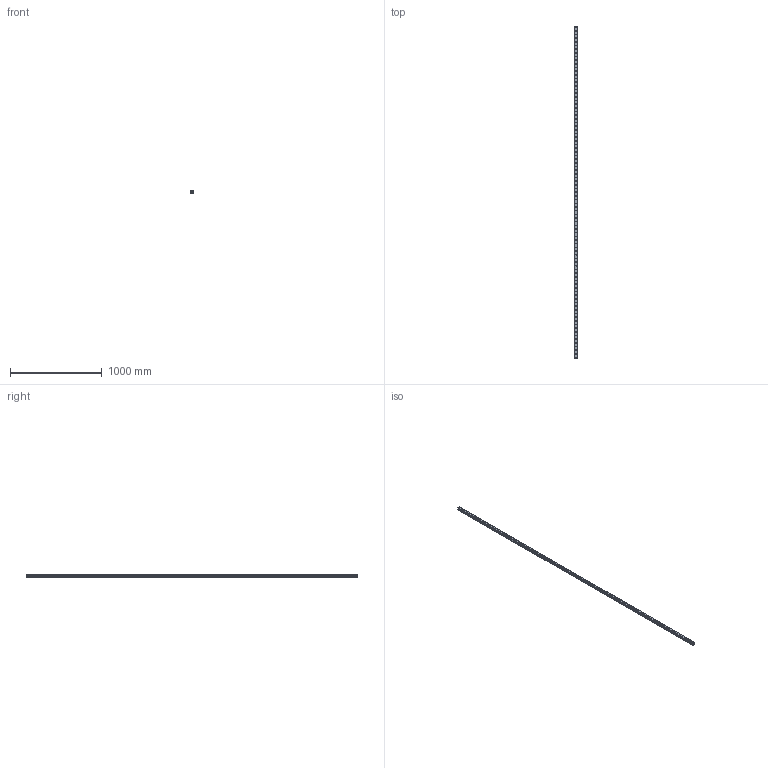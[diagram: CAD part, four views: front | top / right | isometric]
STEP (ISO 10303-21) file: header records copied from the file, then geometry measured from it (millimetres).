
FILE_DESCRIPTION(('STEP AP214'),'1');
FILE_NAME('cctmp_553BF47B-04D4-429A-A87F-321961F2B4EF_2021_03_11_12_01_55_0431..stp','2021-03-11T11:01:55',('HIWIN GmbH'),('CADClick - www.CADClick.com'),'Spatial InterOp 3D',' ','unknown authorization');
FILE_SCHEMA(('AUTOMOTIVE_DESIGN'));
Length unit declared in the file: millimetre
Products named in the file (1): RGR30R3620H_FILE
Bounding box: 28 x 3620 x 28 mm (x, y, z)
Volume: 2076047.4 mm3; surface area: 537198.2 mm2
Topology: 1 solids, 1 shells, 934 faces, 1965 edges, 1310 vertices
Faces by surface type: cylinder 564, plane 370
Entity records: 33033 total; most frequent: DIRECTION 4963, CARTESIAN_POINT 4210, ORIENTED_EDGE 3930, AXIS2_PLACEMENT_3D 2063, EDGE_CURVE 1965, VERTEX_POINT 1310, EDGE_LOOP 1211, CIRCLE 1128
